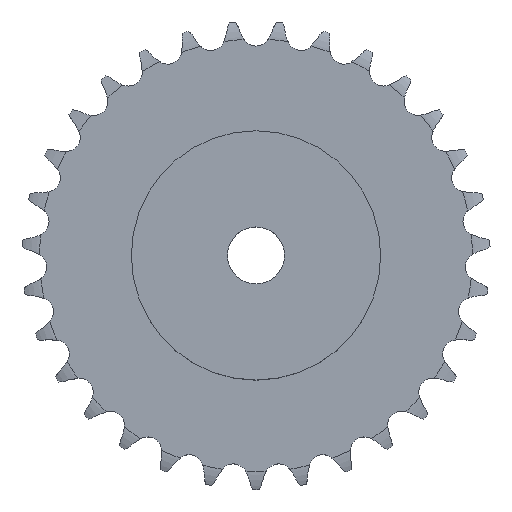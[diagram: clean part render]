
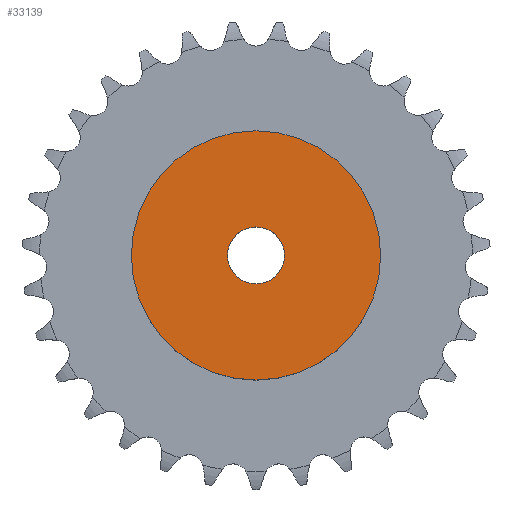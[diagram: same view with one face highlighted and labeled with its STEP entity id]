
A CAD part, top view. The second image highlights one B-rep face of the part: STEP entity #33139.
In plain terms, the highlighted planar face has unit normal (0, 0, 1).
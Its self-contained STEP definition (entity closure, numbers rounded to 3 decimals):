
#5721 = CYLINDRICAL_SURFACE('',#5722,35.);
#5722 = AXIS2_PLACEMENT_3D('',#5723,#5724,#5725);
#5723 = CARTESIAN_POINT('',(0.,0.,0.));
#5724 = DIRECTION('',(-0.,-0.,-1.));
#5725 = DIRECTION('',(1.,0.,0.));
#24838 = VERTEX_POINT('',#24839);
#24839 = CARTESIAN_POINT('',(35.,0.,20.));
#24860 = EDGE_CURVE('',#24838,#24838,#24861,.T.);
#24861 = SURFACE_CURVE('',#24862,(#24867,#24874),.PCURVE_S1.);
#24862 = CIRCLE('',#24863,35.);
#24863 = AXIS2_PLACEMENT_3D('',#24864,#24865,#24866);
#24864 = CARTESIAN_POINT('',(0.,0.,20.));
#24865 = DIRECTION('',(0.,0.,1.));
#24866 = DIRECTION('',(1.,0.,0.));
#24867 = PCURVE('',#5721,#24868);
#24868 = DEFINITIONAL_REPRESENTATION('',(#24869),#24873);
#24869 = LINE('',#24870,#24871);
#24870 = CARTESIAN_POINT('',(-0.,-20.));
#24871 = VECTOR('',#24872,1.);
#24872 = DIRECTION('',(-1.,0.));
#24873 = ( GEOMETRIC_REPRESENTATION_CONTEXT(2) 
PARAMETRIC_REPRESENTATION_CONTEXT() REPRESENTATION_CONTEXT('2D SPACE',''
  ) );
#24874 = PCURVE('',#24875,#24880);
#24875 = PLANE('',#24876);
#24876 = AXIS2_PLACEMENT_3D('',#24877,#24878,#24879);
#24877 = CARTESIAN_POINT('',(0.,0.,20.)
  );
#24878 = DIRECTION('',(0.,0.,1.));
#24879 = DIRECTION('',(1.,0.,0.));
#24880 = DEFINITIONAL_REPRESENTATION('',(#24881),#24885);
#24881 = CIRCLE('',#24882,35.);
#24882 = AXIS2_PLACEMENT_2D('',#24883,#24884);
#24883 = CARTESIAN_POINT('',(0.,0.));
#24884 = DIRECTION('',(1.,0.));
#24885 = ( GEOMETRIC_REPRESENTATION_CONTEXT(2) 
PARAMETRIC_REPRESENTATION_CONTEXT() REPRESENTATION_CONTEXT('2D SPACE',''
  ) );
#29678 = CYLINDRICAL_SURFACE('',#29679,8.);
#29679 = AXIS2_PLACEMENT_3D('',#29680,#29681,#29682);
#29680 = CARTESIAN_POINT('',(0.,0.,201.153));
#29681 = DIRECTION('',(0.,0.,1.));
#29682 = DIRECTION('',(1.,0.,0.));
#33139 = ADVANCED_FACE('',(#33140,#33143),#24875,.T.);
#33140 = FACE_BOUND('',#33141,.T.);
#33141 = EDGE_LOOP('',(#33142));
#33142 = ORIENTED_EDGE('',*,*,#24860,.T.);
#33143 = FACE_BOUND('',#33144,.T.);
#33144 = EDGE_LOOP('',(#33145));
#33145 = ORIENTED_EDGE('',*,*,#33146,.F.);
#33146 = EDGE_CURVE('',#33147,#33147,#33149,.T.);
#33147 = VERTEX_POINT('',#33148);
#33148 = CARTESIAN_POINT('',(8.,0.,20.));
#33149 = SURFACE_CURVE('',#33150,(#33155,#33162),.PCURVE_S1.);
#33150 = CIRCLE('',#33151,8.);
#33151 = AXIS2_PLACEMENT_3D('',#33152,#33153,#33154);
#33152 = CARTESIAN_POINT('',(0.,0.,20.));
#33153 = DIRECTION('',(0.,0.,1.));
#33154 = DIRECTION('',(1.,0.,0.));
#33155 = PCURVE('',#24875,#33156);
#33156 = DEFINITIONAL_REPRESENTATION('',(#33157),#33161);
#33157 = CIRCLE('',#33158,8.);
#33158 = AXIS2_PLACEMENT_2D('',#33159,#33160);
#33159 = CARTESIAN_POINT('',(0.,0.));
#33160 = DIRECTION('',(1.,0.));
#33161 = ( GEOMETRIC_REPRESENTATION_CONTEXT(2) 
PARAMETRIC_REPRESENTATION_CONTEXT() REPRESENTATION_CONTEXT('2D SPACE',''
  ) );
#33162 = PCURVE('',#29678,#33163);
#33163 = DEFINITIONAL_REPRESENTATION('',(#33164),#33168);
#33164 = LINE('',#33165,#33166);
#33165 = CARTESIAN_POINT('',(0.,-181.153));
#33166 = VECTOR('',#33167,1.);
#33167 = DIRECTION('',(1.,0.));
#33168 = ( GEOMETRIC_REPRESENTATION_CONTEXT(2) 
PARAMETRIC_REPRESENTATION_CONTEXT() REPRESENTATION_CONTEXT('2D SPACE',''
  ) );
